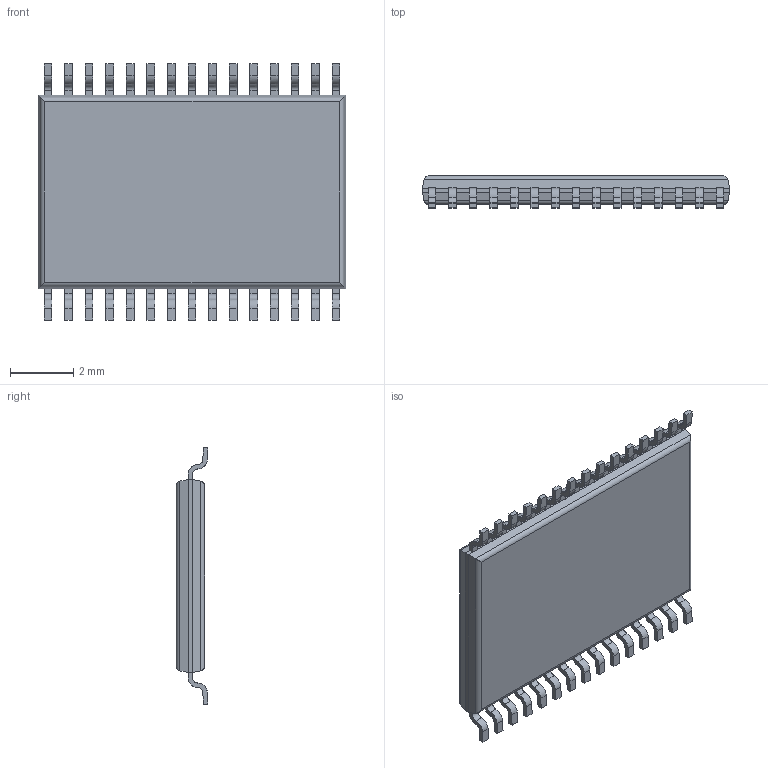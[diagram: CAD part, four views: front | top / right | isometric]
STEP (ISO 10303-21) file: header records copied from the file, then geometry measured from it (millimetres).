
FILE_DESCRIPTION (( 'STEP AP214' ), '1' );
FILE_NAME ('User Library-SSOP-30.STEP', '2010-11-01T01:57:45', ( 'sysAdmin' ), ( 'SolidWorks' ), 'SwSTEP 2.0', 'SolidWorks 2010', '' );
FILE_SCHEMA (( 'AUTOMOTIVE_DESIGN' ));
Length unit declared in the file: centimetre
Products named in the file (3): User Library-SSOP-30_TSSOP-30_Body_1; User Library-SSOP-30; User Library-SSOP-30_TSSOP-30_Pins_1
Assembly tree (2 placements, depth 2):
  User Library-SSOP-30
    User Library-SSOP-30_TSSOP-30_Pins_1
    User Library-SSOP-30_TSSOP-30_Body_1
Bounding box: 9.7 x 1 x 8.11 mm (x, y, z)
Volume: 56.7 mm3; surface area: 243.7 mm2
Topology: 2 solids, 2 shells, 323 faces, 938 edges, 620 vertices
Faces by surface type: plane 193, cylinder 128, bspline 2
Entity records: 14996 total; most frequent: CARTESIAN_POINT 3662, ORIENTED_EDGE 1876, DIRECTION 1179, EDGE_CURVE 938, VERTEX_POINT 620, VECTOR 509, LINE 509, B_SPLINE_CURVE_WITH_KNOTS 412
